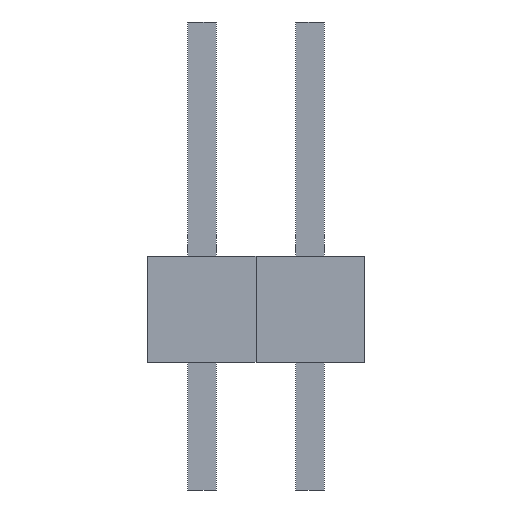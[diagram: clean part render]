
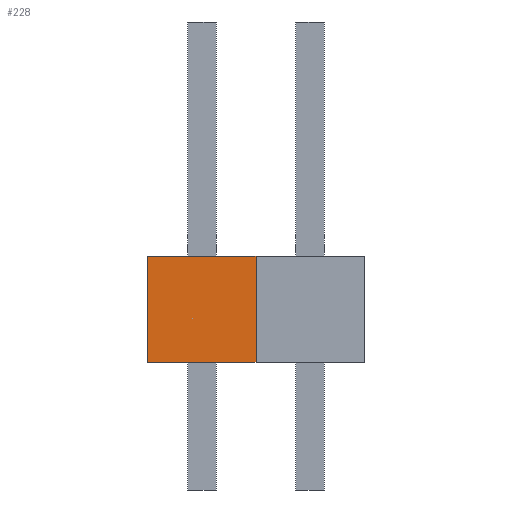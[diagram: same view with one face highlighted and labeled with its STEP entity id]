
A CAD part, front view. The second image highlights one B-rep face of the part: STEP entity #228.
In plain terms, the highlighted planar face has unit normal (0, -1, 0).
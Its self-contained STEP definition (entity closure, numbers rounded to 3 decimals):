
#13=DIRECTION('',(0.,0.,1.));
#14=DIRECTION('',(1.,0.,0.));
#179=EDGE_CURVE('',#180,#182,#184,.T.);
#180=VERTEX_POINT('',#181);
#181=CARTESIAN_POINT('',(-1.27,-1.271,0.));
#182=VERTEX_POINT('',#183);
#183=CARTESIAN_POINT('',(-1.27,-1.271,2.5));
#184=LINE('',#181,#185);
#185=VECTOR('',#13,1.);
#192=DIRECTION('',(0.,1.,0.));
#206=ORIENTED_EDGE('',*,*,#207,.F.);
#207=EDGE_CURVE('',#208,#210,#212,.T.);
#208=VERTEX_POINT('',#209);
#209=CARTESIAN_POINT('',(1.27,-1.271,0.));
#210=VERTEX_POINT('',#211);
#211=CARTESIAN_POINT('',(1.27,-1.271,2.5));
#212=LINE('',#209,#185);
#228=ADVANCED_FACE('',(#229),#239,.F.);
#229=FACE_BOUND('',#230,.F.);
#230=EDGE_LOOP('',(#231,#235,#236,#206));
#231=ORIENTED_EDGE('',*,*,#232,.F.);
#232=EDGE_CURVE('',#180,#208,#233,.T.);
#233=LINE('',#181,#234);
#234=VECTOR('',#14,1.);
#235=ORIENTED_EDGE('',*,*,#179,.T.);
#236=ORIENTED_EDGE('',*,*,#237,.T.);
#237=EDGE_CURVE('',#182,#210,#238,.T.);
#238=LINE('',#183,#234);
#239=PLANE('',#240);
#240=AXIS2_PLACEMENT_3D('',#181,#192,#13);
